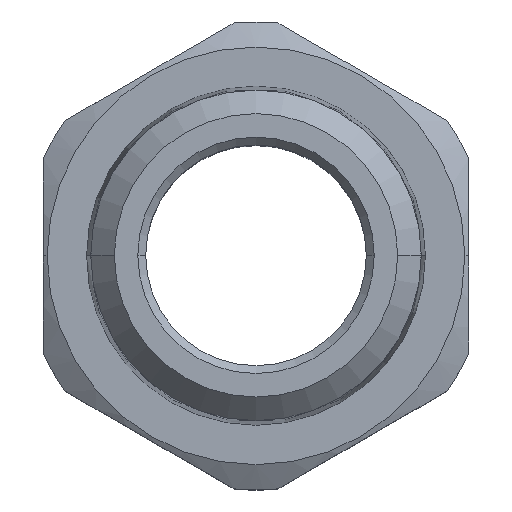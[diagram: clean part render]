
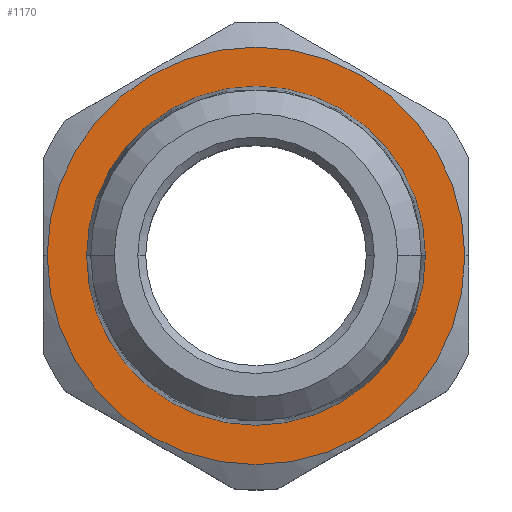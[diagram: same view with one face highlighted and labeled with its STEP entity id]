
A CAD part, top view. The second image highlights one B-rep face of the part: STEP entity #1170.
In plain terms, the highlighted planar face has unit normal (0, 0, 1).
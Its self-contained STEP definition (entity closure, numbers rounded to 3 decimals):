
#81 = CIRCLE ( 'NONE', #233, 10.75 ) ;
#84 = VERTEX_POINT ( 'NONE', #523 ) ;
#87 = EDGE_CURVE ( 'NONE', #84, #280, #1089, .T. ) ;
#103 = DIRECTION ( 'NONE',  ( -1., 0., 0. ) ) ;
#114 = AXIS2_PLACEMENT_3D ( 'NONE', #1359, #717, #103 ) ;
#115 = FACE_BOUND ( 'NONE', #657, .T. ) ;
#147 = DIRECTION ( 'NONE',  ( 0., 0., -1. ) ) ;
#156 = DIRECTION ( 'NONE',  ( -1., 0., 0. ) ) ;
#167 = CARTESIAN_POINT ( 'NONE',  ( -13.25, 0., 19.7 ) ) ;
#218 = DIRECTION ( 'NONE',  ( 0., 0., -1. ) ) ;
#233 = AXIS2_PLACEMENT_3D ( 'NONE', #763, #147, #877 ) ;
#248 = EDGE_CURVE ( 'NONE', #797, #706, #384, .T. ) ;
#268 = EDGE_LOOP ( 'NONE', ( #1107, #322 ) ) ;
#280 = VERTEX_POINT ( 'NONE', #835 ) ;
#322 = ORIENTED_EDGE ( 'NONE', *, *, #248, .F. ) ;
#384 = CIRCLE ( 'NONE', #114, 13.25 ) ;
#411 = ORIENTED_EDGE ( 'NONE', *, *, #87, .T. ) ;
#518 = CARTESIAN_POINT ( 'NONE',  ( 0., 0., 19.7 ) ) ;
#523 = CARTESIAN_POINT ( 'NONE',  ( 10.75, 0., 19.7 ) ) ;
#526 = EDGE_CURVE ( 'NONE', #280, #84, #81, .T. ) ;
#569 = ORIENTED_EDGE ( 'NONE', *, *, #526, .T. ) ;
#621 = DIRECTION ( 'NONE',  ( -1., 0., 0. ) ) ;
#624 = AXIS2_PLACEMENT_3D ( 'NONE', #839, #218, #952 ) ;
#657 = EDGE_LOOP ( 'NONE', ( #569, #411 ) ) ;
#664 = AXIS2_PLACEMENT_3D ( 'NONE', #881, #775, #156 ) ;
#674 = PLANE ( 'NONE',  #664 ) ;
#706 = VERTEX_POINT ( 'NONE', #167 ) ;
#717 = DIRECTION ( 'NONE',  ( 0., 0., -1. ) ) ;
#763 = CARTESIAN_POINT ( 'NONE',  ( 0., 0., 19.7 ) ) ;
#775 = DIRECTION ( 'NONE',  ( 0., 0., -1. ) ) ;
#797 = VERTEX_POINT ( 'NONE', #1234 ) ;
#835 = CARTESIAN_POINT ( 'NONE',  ( -10.75, 0., 19.7 ) ) ;
#839 = CARTESIAN_POINT ( 'NONE',  ( 0., 0., 19.7 ) ) ;
#846 = CIRCLE ( 'NONE', #1300, 13.25 ) ;
#877 = DIRECTION ( 'NONE',  ( -1., 0., 0. ) ) ;
#881 = CARTESIAN_POINT ( 'NONE',  ( 0., 10.75, 19.7 ) ) ;
#952 = DIRECTION ( 'NONE',  ( -1., 0., 0. ) ) ;
#1089 = CIRCLE ( 'NONE', #624, 10.75 ) ;
#1107 = ORIENTED_EDGE ( 'NONE', *, *, #1358, .F. ) ;
#1170 = ADVANCED_FACE ( 'NONE', ( #1287, #115 ), #674, .F. ) ;
#1234 = CARTESIAN_POINT ( 'NONE',  ( 13.25, 0., 19.7 ) ) ;
#1252 = DIRECTION ( 'NONE',  ( 0., 0., -1. ) ) ;
#1287 = FACE_OUTER_BOUND ( 'NONE', #268, .T. ) ;
#1300 = AXIS2_PLACEMENT_3D ( 'NONE', #518, #1252, #621 ) ;
#1358 = EDGE_CURVE ( 'NONE', #706, #797, #846, .T. ) ;
#1359 = CARTESIAN_POINT ( 'NONE',  ( 0., 0., 19.7 ) ) ;
